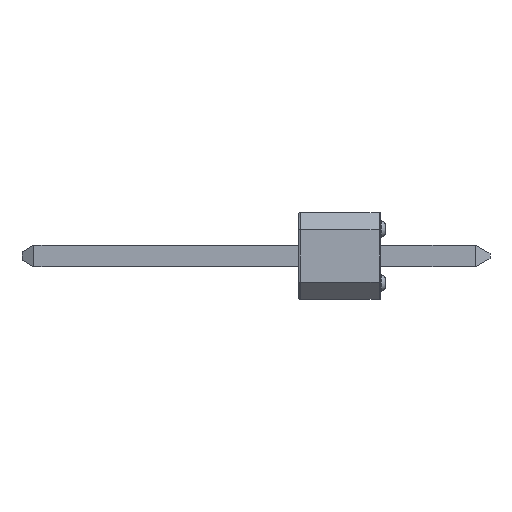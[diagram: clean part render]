
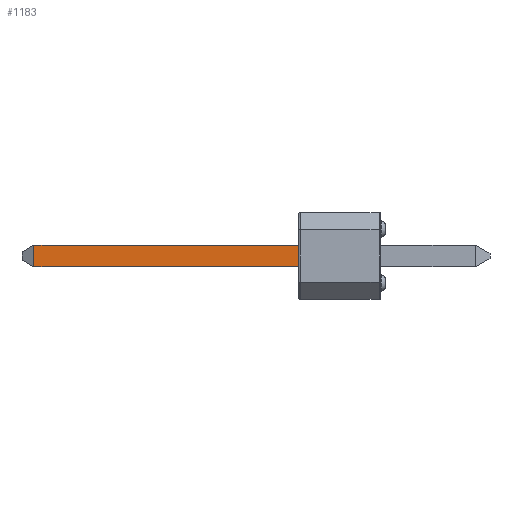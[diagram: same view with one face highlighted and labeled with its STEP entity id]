
A CAD part, left-side view. The second image highlights one B-rep face of the part: STEP entity #1183.
In plain terms, the highlighted planar face has unit normal (-1, 0, 0).
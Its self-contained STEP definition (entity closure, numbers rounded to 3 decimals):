
#15 = EDGE_LOOP ( 'NONE', ( #1036, #1352, #256, #306 ) ) ;
#42 = EDGE_CURVE ( 'NONE', #330, #690, #907, .T. ) ;
#104 = EDGE_CURVE ( 'NONE', #1285, #690, #476, .T. ) ;
#114 = VERTEX_POINT ( 'NONE', #661 ) ;
#176 = VECTOR ( 'NONE', #1276, 1000. ) ;
#178 = DIRECTION ( 'NONE',  ( 1., 0., 0. ) ) ;
#219 = VECTOR ( 'NONE', #1061, 1000. ) ;
#256 = ORIENTED_EDGE ( 'NONE', *, *, #587, .T. ) ;
#306 = ORIENTED_EDGE ( 'NONE', *, *, #42, .T. ) ;
#313 = DIRECTION ( 'NONE',  ( 0., 0., -1. ) ) ;
#325 = CARTESIAN_POINT ( 'NONE',  ( -0.32, 10.48, 0.32 ) ) ;
#330 = VERTEX_POINT ( 'NONE', #418 ) ;
#360 = VECTOR ( 'NONE', #515, 1000. ) ;
#386 = FACE_OUTER_BOUND ( 'NONE', #15, .T. ) ;
#401 = CARTESIAN_POINT ( 'NONE',  ( -0.32, 2.4, -0.32 ) ) ;
#418 = CARTESIAN_POINT ( 'NONE',  ( -0.32, 2.4, -0.32 ) ) ;
#476 = LINE ( 'NONE', #325, #176 ) ;
#515 = DIRECTION ( 'NONE',  ( 0., 0., 1. ) ) ;
#516 = LINE ( 'NONE', #1073, #219 ) ;
#527 = CARTESIAN_POINT ( 'NONE',  ( -0.32, 10.48, -0.32 ) ) ;
#587 = EDGE_CURVE ( 'NONE', #114, #330, #516, .T. ) ;
#644 = PLANE ( 'NONE',  #1222 ) ;
#661 = CARTESIAN_POINT ( 'NONE',  ( -0.32, 10.13, -0.32 ) ) ;
#663 = VECTOR ( 'NONE', #313, 1000. ) ;
#690 = VERTEX_POINT ( 'NONE', #1312 ) ;
#757 = DIRECTION ( 'NONE',  ( 0., 0., -1. ) ) ;
#907 = LINE ( 'NONE', #401, #360 ) ;
#1036 = ORIENTED_EDGE ( 'NONE', *, *, #104, .F. ) ;
#1061 = DIRECTION ( 'NONE',  ( 0., -1., 0. ) ) ;
#1073 = CARTESIAN_POINT ( 'NONE',  ( -0.32, 10.48, -0.32 ) ) ;
#1183 = ADVANCED_FACE ( 'NONE', ( #386 ), #644, .F. ) ;
#1186 = EDGE_CURVE ( 'NONE', #1285, #114, #1280, .T. ) ;
#1222 = AXIS2_PLACEMENT_3D ( 'NONE', #527, #178, #757 ) ;
#1276 = DIRECTION ( 'NONE',  ( 0., -1., 0. ) ) ;
#1280 = LINE ( 'NONE', #1448, #663 ) ;
#1285 = VERTEX_POINT ( 'NONE', #1366 ) ;
#1312 = CARTESIAN_POINT ( 'NONE',  ( -0.32, 2.4, 0.32 ) ) ;
#1352 = ORIENTED_EDGE ( 'NONE', *, *, #1186, .T. ) ;
#1366 = CARTESIAN_POINT ( 'NONE',  ( -0.32, 10.13, 0.32 ) ) ;
#1448 = CARTESIAN_POINT ( 'NONE',  ( -0.32, 10.13, -0.32 ) ) ;
